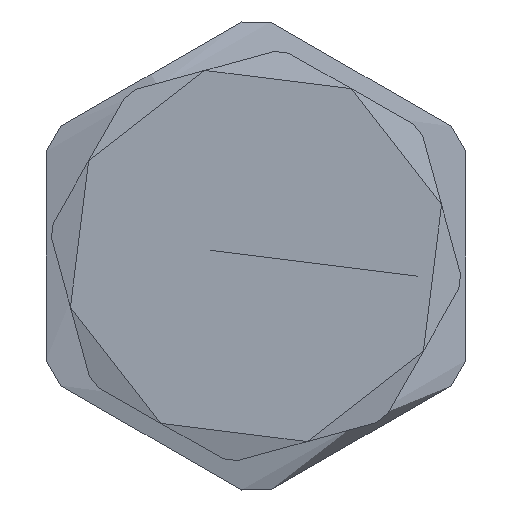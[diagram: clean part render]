
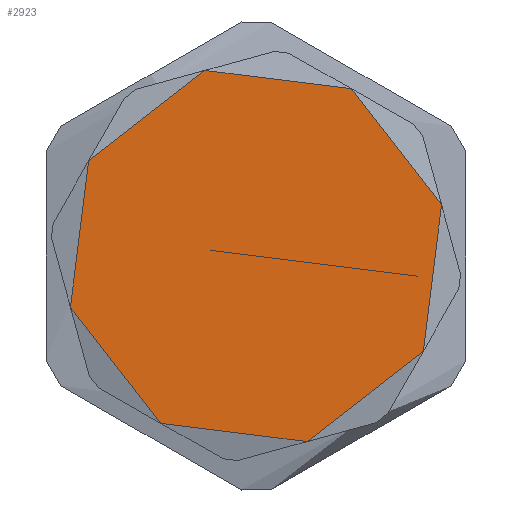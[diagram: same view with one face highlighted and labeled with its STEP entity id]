
A CAD part, left-side view. The second image highlights one B-rep face of the part: STEP entity #2923.
In plain terms, the highlighted free-form (B-spline) face has degree [1, 1] with [2, 2] control points.
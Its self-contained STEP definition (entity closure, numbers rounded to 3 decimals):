
#2815 = EDGE_CURVE('',#2816,#2816,#2818,.T.);
#2816 = VERTEX_POINT('',#2817);
#2817 = CARTESIAN_POINT('',(21.516,0.,
    -8.912));
#2818 = ( BOUNDED_CURVE() B_SPLINE_CURVE(2,(#2819,#2820,#2821,#2822,
    #2823,#2824,#2825,#2826,#2827),.UNSPECIFIED.,.T.,.F.) 
B_SPLINE_CURVE_WITH_KNOTS((3,2,2,2,3),(-3.142,-1.571,0.
,1.571,3.142),.UNSPECIFIED.) CURVE() 
GEOMETRIC_REPRESENTATION_ITEM() RATIONAL_B_SPLINE_CURVE((1.,
    0.707,1.,0.707,1.,0.707,1.,0.707
,1.)) REPRESENTATION_ITEM('') );
#2819 = CARTESIAN_POINT('',(21.516,0.,
    -8.912));
#2820 = CARTESIAN_POINT('',(30.428,0.,
    12.604));
#2821 = CARTESIAN_POINT('',(8.912,0.,
    21.516));
#2822 = CARTESIAN_POINT('',(-12.604,0.,
    30.428));
#2823 = CARTESIAN_POINT('',(-21.516,0.,
    8.912));
#2824 = CARTESIAN_POINT('',(-30.428,0.,
    -12.604));
#2825 = CARTESIAN_POINT('',(-8.912,0.,
    -21.516));
#2826 = CARTESIAN_POINT('',(12.604,0.,
    -30.428));
#2827 = CARTESIAN_POINT('',(21.516,0.,
    -8.912));
#2923 = ADVANCED_FACE('',(#2924,#2990),#2993,.T.);
#2924 = FACE_BOUND('',#2925,.T.);
#2925 = EDGE_LOOP('',(#2926,#2936,#2944,#2952,#2960,#2968,#2976,#2984));
#2926 = ORIENTED_EDGE('',*,*,#2927,.F.);
#2927 = EDGE_CURVE('',#2928,#2930,#2932,.T.);
#2928 = VERTEX_POINT('',#2929);
#2929 = CARTESIAN_POINT('',(-27.5,0.,0.));
#2930 = VERTEX_POINT('',#2931);
#2931 = CARTESIAN_POINT('',(-19.445,0.,
    19.445));
#2932 = ( BOUNDED_CURVE() B_SPLINE_CURVE(2,(#2933,#2934,#2935),
.UNSPECIFIED.,.F.,.F.) B_SPLINE_CURVE_WITH_KNOTS((3,3),(0.,
0.785),.PIECEWISE_BEZIER_KNOTS.) CURVE() 
GEOMETRIC_REPRESENTATION_ITEM() RATIONAL_B_SPLINE_CURVE((1.,
0.924,1.)) REPRESENTATION_ITEM('') );
#2933 = CARTESIAN_POINT('',(-27.5,0.,0.));
#2934 = CARTESIAN_POINT('',(-27.5,0.,11.391));
#2935 = CARTESIAN_POINT('',(-19.445,0.,
    19.445));
#2936 = ORIENTED_EDGE('',*,*,#2937,.F.);
#2937 = EDGE_CURVE('',#2938,#2928,#2940,.T.);
#2938 = VERTEX_POINT('',#2939);
#2939 = CARTESIAN_POINT('',(-19.445,0.,
    -19.445));
#2940 = ( BOUNDED_CURVE() B_SPLINE_CURVE(2,(#2941,#2942,#2943),
.UNSPECIFIED.,.F.,.F.) B_SPLINE_CURVE_WITH_KNOTS((3,3),(5.498,
6.283),.PIECEWISE_BEZIER_KNOTS.) CURVE() 
GEOMETRIC_REPRESENTATION_ITEM() RATIONAL_B_SPLINE_CURVE((1.,
0.924,1.)) REPRESENTATION_ITEM('') );
#2941 = CARTESIAN_POINT('',(-19.445,0.,
    -19.445));
#2942 = CARTESIAN_POINT('',(-27.5,0.,-11.391));
#2943 = CARTESIAN_POINT('',(-27.5,0.,0.
    ));
#2944 = ORIENTED_EDGE('',*,*,#2945,.F.);
#2945 = EDGE_CURVE('',#2946,#2938,#2948,.T.);
#2946 = VERTEX_POINT('',#2947);
#2947 = CARTESIAN_POINT('',(0.,0.,-27.5));
#2948 = ( BOUNDED_CURVE() B_SPLINE_CURVE(2,(#2949,#2950,#2951),
.UNSPECIFIED.,.F.,.F.) B_SPLINE_CURVE_WITH_KNOTS((3,3),(4.712,
5.498),.PIECEWISE_BEZIER_KNOTS.) CURVE() 
GEOMETRIC_REPRESENTATION_ITEM() RATIONAL_B_SPLINE_CURVE((1.,
0.924,1.)) REPRESENTATION_ITEM('') );
#2949 = CARTESIAN_POINT('',(0.,0.,-27.5
    ));
#2950 = CARTESIAN_POINT('',(-11.391,0.,-27.5));
#2951 = CARTESIAN_POINT('',(-19.445,0.,
    -19.445));
#2952 = ORIENTED_EDGE('',*,*,#2953,.F.);
#2953 = EDGE_CURVE('',#2954,#2946,#2956,.T.);
#2954 = VERTEX_POINT('',#2955);
#2955 = CARTESIAN_POINT('',(19.445,0.,
    -19.445));
#2956 = ( BOUNDED_CURVE() B_SPLINE_CURVE(2,(#2957,#2958,#2959),
.UNSPECIFIED.,.F.,.F.) B_SPLINE_CURVE_WITH_KNOTS((3,3),(3.927,
4.712),.PIECEWISE_BEZIER_KNOTS.) CURVE() 
GEOMETRIC_REPRESENTATION_ITEM() RATIONAL_B_SPLINE_CURVE((1.,
0.924,1.)) REPRESENTATION_ITEM('') );
#2957 = CARTESIAN_POINT('',(19.445,0.,
    -19.445));
#2958 = CARTESIAN_POINT('',(11.391,0.,-27.5));
#2959 = CARTESIAN_POINT('',(0.,0.,-27.5
    ));
#2960 = ORIENTED_EDGE('',*,*,#2961,.F.);
#2961 = EDGE_CURVE('',#2962,#2954,#2964,.T.);
#2962 = VERTEX_POINT('',#2963);
#2963 = CARTESIAN_POINT('',(27.5,0.,0.));
#2964 = ( BOUNDED_CURVE() B_SPLINE_CURVE(2,(#2965,#2966,#2967),
.UNSPECIFIED.,.F.,.F.) B_SPLINE_CURVE_WITH_KNOTS((3,3),(3.142,
3.927),.PIECEWISE_BEZIER_KNOTS.) CURVE() 
GEOMETRIC_REPRESENTATION_ITEM() RATIONAL_B_SPLINE_CURVE((1.,
0.924,1.)) REPRESENTATION_ITEM('') );
#2965 = CARTESIAN_POINT('',(27.5,0.,0.)
  );
#2966 = CARTESIAN_POINT('',(27.5,0.,-11.391));
#2967 = CARTESIAN_POINT('',(19.445,0.,
    -19.445));
#2968 = ORIENTED_EDGE('',*,*,#2969,.F.);
#2969 = EDGE_CURVE('',#2970,#2962,#2972,.T.);
#2970 = VERTEX_POINT('',#2971);
#2971 = CARTESIAN_POINT('',(19.445,0.,
    19.445));
#2972 = ( BOUNDED_CURVE() B_SPLINE_CURVE(2,(#2973,#2974,#2975),
.UNSPECIFIED.,.F.,.F.) B_SPLINE_CURVE_WITH_KNOTS((3,3),(2.356,
3.142),.PIECEWISE_BEZIER_KNOTS.) CURVE() 
GEOMETRIC_REPRESENTATION_ITEM() RATIONAL_B_SPLINE_CURVE((1.,
0.924,1.)) REPRESENTATION_ITEM('') );
#2973 = CARTESIAN_POINT('',(19.445,0.,
    19.445));
#2974 = CARTESIAN_POINT('',(27.5,0.,11.391));
#2975 = CARTESIAN_POINT('',(27.5,0.,0.)
  );
#2976 = ORIENTED_EDGE('',*,*,#2977,.F.);
#2977 = EDGE_CURVE('',#2978,#2970,#2980,.T.);
#2978 = VERTEX_POINT('',#2979);
#2979 = CARTESIAN_POINT('',(0.,0.,27.5)
  );
#2980 = ( BOUNDED_CURVE() B_SPLINE_CURVE(2,(#2981,#2982,#2983),
.UNSPECIFIED.,.F.,.F.) B_SPLINE_CURVE_WITH_KNOTS((3,3),(1.571,
2.356),.PIECEWISE_BEZIER_KNOTS.) CURVE() 
GEOMETRIC_REPRESENTATION_ITEM() RATIONAL_B_SPLINE_CURVE((1.,
0.924,1.)) REPRESENTATION_ITEM('') );
#2981 = CARTESIAN_POINT('',(0.,0.,27.5)
  );
#2982 = CARTESIAN_POINT('',(11.391,0.,27.5));
#2983 = CARTESIAN_POINT('',(19.445,0.,
    19.445));
#2984 = ORIENTED_EDGE('',*,*,#2985,.F.);
#2985 = EDGE_CURVE('',#2930,#2978,#2986,.T.);
#2986 = ( BOUNDED_CURVE() B_SPLINE_CURVE(2,(#2987,#2988,#2989),
.UNSPECIFIED.,.F.,.F.) B_SPLINE_CURVE_WITH_KNOTS((3,3),(0.785,
1.571),.PIECEWISE_BEZIER_KNOTS.) CURVE() 
GEOMETRIC_REPRESENTATION_ITEM() RATIONAL_B_SPLINE_CURVE((1.,
0.924,1.)) REPRESENTATION_ITEM('') );
#2987 = CARTESIAN_POINT('',(-19.445,0.,
    19.445));
#2988 = CARTESIAN_POINT('',(-11.391,0.,27.5));
#2989 = CARTESIAN_POINT('',(0.,0.,27.5)
  );
#2990 = FACE_BOUND('',#2991,.T.);
#2991 = EDGE_LOOP('',(#2992));
#2992 = ORIENTED_EDGE('',*,*,#2815,.F.);
#2993 = B_SPLINE_SURFACE_WITH_KNOTS('',1,1,(
    (#2994,#2995)
    ,(#2996,#2997
  )),.UNSPECIFIED.,.F.,.F.,.F.,(2,2),(2,2),(-2.751,2.751),(-0.626,4.876)
  ,.PIECEWISE_BEZIER_KNOTS.);
#2994 = CARTESIAN_POINT('',(-27.51,0.,27.51));
#2995 = CARTESIAN_POINT('',(27.51,0.,27.51));
#2996 = CARTESIAN_POINT('',(-27.51,0.,-27.51));
#2997 = CARTESIAN_POINT('',(27.51,0.,-27.51));
